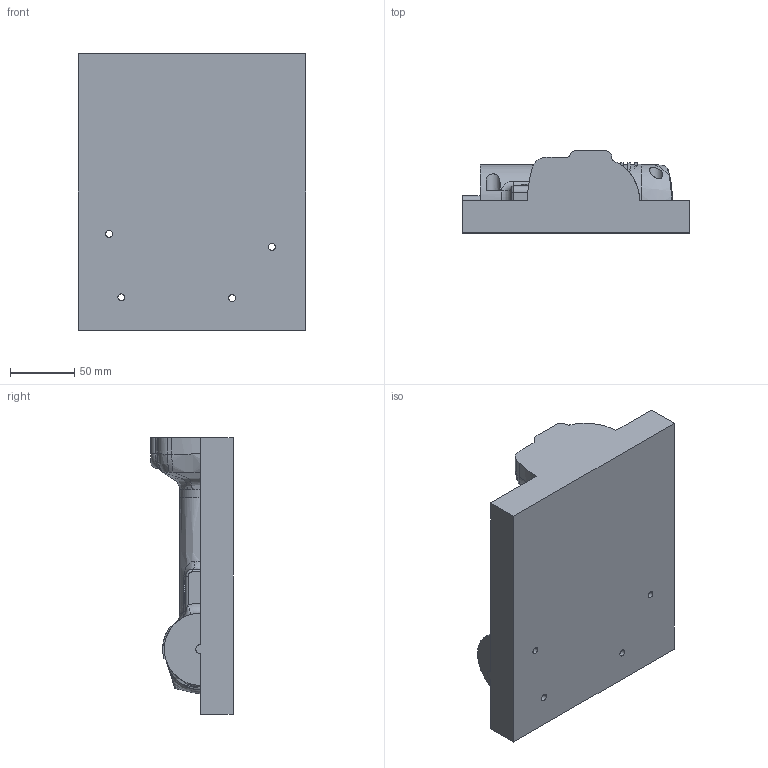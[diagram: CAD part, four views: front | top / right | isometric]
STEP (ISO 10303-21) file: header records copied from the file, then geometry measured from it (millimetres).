
FILE_DESCRIPTION(('produced by SPATIAL CORP'),'2;1');
FILE_NAME( 'housing_core.prt.hh.sat.stp','2002-04-19T13:46:35+00:00',('SPATIAL CORP'),('SPATIAL CORP'), 'ACIS STEP Husk','http://www.spatial.com','SPATIAL CORP');
FILE_SCHEMA(('CONFIG_CONTROL_DESIGN'));
Products named in the file (1): PRODUCT_ID_1
Bounding box: 177.7 x 64.14 x 215.9 mm (x, y, z)
Volume: 1317624.9 mm3; surface area: 115360.7 mm2
Topology: 1 solids, 1 shells, 190 faces, 496 edges, 306 vertices
Faces by surface type: cylinder 60, bspline 54, plane 49, torus 24, sphere 3
Entity records: 33434 total; most frequent: CARTESIAN_POINT 29393, ORIENTED_EDGE 980, DIRECTION 621, EDGE_CURVE 490, VERTEX_POINT 306, AXIS2_PLACEMENT_3D 233, EDGE_LOOP 202, FACE_BOUND 202
